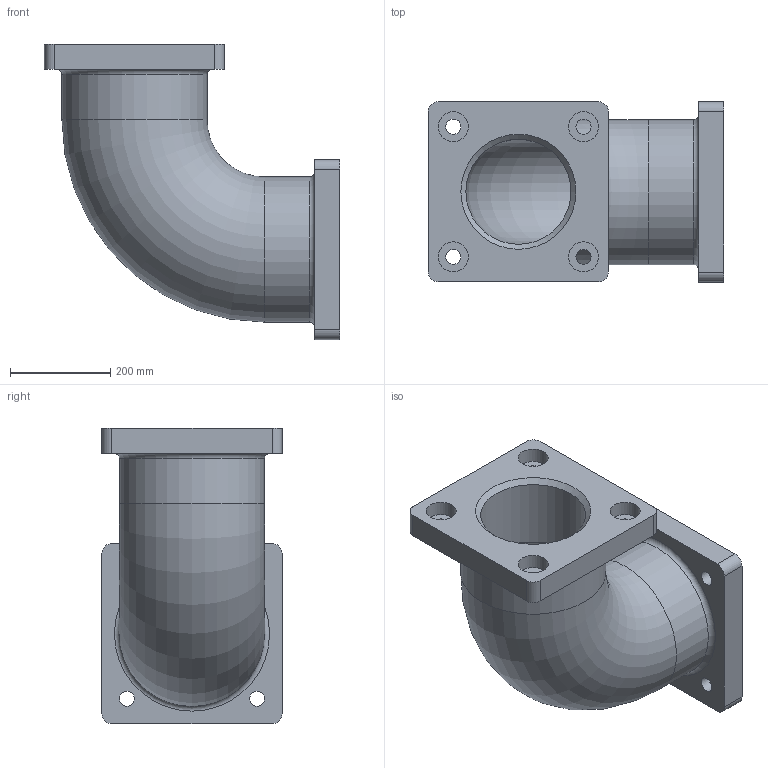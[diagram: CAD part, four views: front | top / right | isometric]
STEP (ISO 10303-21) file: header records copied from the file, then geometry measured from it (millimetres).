
FILE_DESCRIPTION(('FreeCAD Model'),'2;1');
FILE_NAME('Open CASCADE Shape Model','2025-11-28T13:01:29',(''),(''), 'Open CASCADE STEP processor 7.8','FreeCAD','Unknown');
FILE_SCHEMA(('AUTOMOTIVE_DESIGN { 1 0 10303 214 1 1 1 1 }'));
Length unit declared in the file: millimetre
Products named in the file (1): SCC 63
Bounding box: 590 x 360 x 590 mm (x, y, z)
Volume: 27755685.1 mm3; surface area: 1511682 mm2
Topology: 1 solids, 1 shells, 54 faces, 119 edges, 77 vertices
Faces by surface type: cylinder 28, plane 20, torus 4, cone 2
Full cylindrical faces by diameter (mm): 30 x8, 60 x8, 210 x2, 290 x2
Entity records: 1570 total; most frequent: DIRECTION 294, CARTESIAN_POINT 251, ORIENTED_EDGE 238, AXIS2_PLACEMENT_3D 120, EDGE_CURVE 119, FACE_BOUND 82, EDGE_LOOP 82, VERTEX_POINT 77
